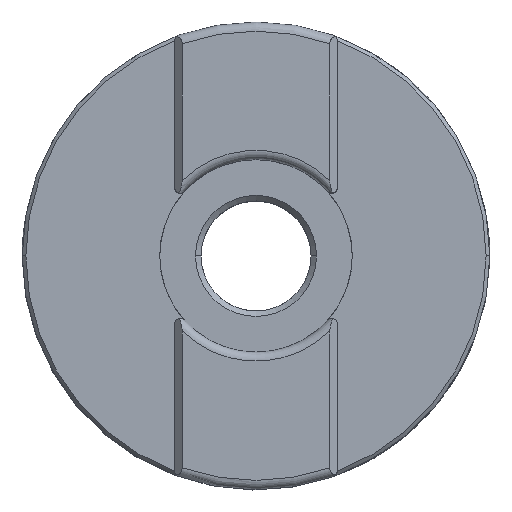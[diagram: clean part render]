
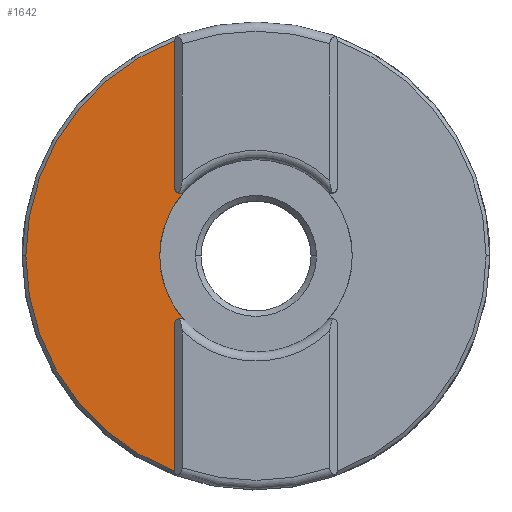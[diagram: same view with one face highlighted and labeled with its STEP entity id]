
A CAD part, top view. The second image highlights one B-rep face of the part: STEP entity #1642.
In plain terms, the highlighted planar face has unit normal (0, 0, 1).
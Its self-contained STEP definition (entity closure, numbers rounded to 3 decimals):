
#92 = DIRECTION ( 'NONE',  ( 0., 0., -1. ) ) ;
#175 = EDGE_CURVE ( 'NONE', #2371, #2264, #3328, .T. ) ;
#185 = DIRECTION ( 'NONE',  ( 1., 0., 0. ) ) ;
#241 = DIRECTION ( 'NONE',  ( 0., 1., 0. ) ) ;
#274 = CARTESIAN_POINT ( 'NONE',  ( -4.13, 3.708, 10.2 ) ) ;
#290 = CARTESIAN_POINT ( 'NONE',  ( -4.43, -3.708, 10.2 ) ) ;
#302 = EDGE_CURVE ( 'NONE', #2264, #2077, #1841, .T. ) ;
#338 = DIRECTION ( 'NONE',  ( 0., 0., -1. ) ) ;
#359 = DIRECTION ( 'NONE',  ( 0., 0., 1. ) ) ;
#372 = DIRECTION ( 'NONE',  ( 1., 0., 0. ) ) ;
#412 = DIRECTION ( 'NONE',  ( 0., 0., -1. ) ) ;
#457 = VERTEX_POINT ( 'NONE', #504 ) ;
#504 = CARTESIAN_POINT ( 'NONE',  ( -12.55, 0., 10.2 ) ) ;
#632 = CARTESIAN_POINT ( 'NONE',  ( 0., 0., 10.2 ) ) ;
#633 = CARTESIAN_POINT ( 'NONE',  ( -4.43, 11.956, 10.2 ) ) ;
#718 = AXIS2_PLACEMENT_3D ( 'NONE', #1579, #1322, #185 ) ;
#755 = AXIS2_PLACEMENT_3D ( 'NONE', #1126, #2223, #3310 ) ;
#811 = DIRECTION ( 'NONE',  ( 1., 0., 0. ) ) ;
#820 = VERTEX_POINT ( 'NONE', #1177 ) ;
#836 = CIRCLE ( 'NONE', #718, 5.25 ) ;
#847 = FACE_OUTER_BOUND ( 'NONE', #1972, .T. ) ;
#860 = EDGE_CURVE ( 'NONE', #3114, #1980, #1534, .T. ) ;
#1024 = CARTESIAN_POINT ( 'NONE',  ( 0., 0., 10.2 ) ) ;
#1126 = CARTESIAN_POINT ( 'NONE',  ( -4.13, -3.708, 10.2 ) ) ;
#1127 = AXIS2_PLACEMENT_3D ( 'NONE', #2837, #359, #372 ) ;
#1150 = VECTOR ( 'NONE', #2907, 1000. ) ;
#1177 = CARTESIAN_POINT ( 'NONE',  ( -3.907, 3.507, 10.2 ) ) ;
#1233 = CIRCLE ( 'NONE', #1524, 12.55 ) ;
#1322 = DIRECTION ( 'NONE',  ( 0., 0., -1. ) ) ;
#1403 = VERTEX_POINT ( 'NONE', #2018 ) ;
#1450 = DIRECTION ( 'NONE',  ( 1., 0., 0. ) ) ;
#1524 = AXIS2_PLACEMENT_3D ( 'NONE', #632, #92, #1450 ) ;
#1534 = LINE ( 'NONE', #2429, #1150 ) ;
#1579 = CARTESIAN_POINT ( 'NONE',  ( 0., 0., 10.2 ) ) ;
#1585 = ORIENTED_EDGE ( 'NONE', *, *, #2145, .F. ) ;
#1588 = AXIS2_PLACEMENT_3D ( 'NONE', #2559, #412, #2592 ) ;
#1642 = ADVANCED_FACE ( 'NONE', ( #847 ), #1944, .T. ) ;
#1749 = CIRCLE ( 'NONE', #2090, 12.55 ) ;
#1841 = CIRCLE ( 'NONE', #755, 0.3 ) ;
#1888 = CARTESIAN_POINT ( 'NONE',  ( -3.907, -3.507, 10.2 ) ) ;
#1924 = AXIS2_PLACEMENT_3D ( 'NONE', #274, #338, #3327 ) ;
#1944 = PLANE ( 'NONE',  #1127 ) ;
#1950 = ORIENTED_EDGE ( 'NONE', *, *, #2055, .T. ) ;
#1972 = EDGE_LOOP ( 'NONE', ( #2484, #3276, #2114, #1950, #2539, #3152, #2082, #1585 ) ) ;
#1980 = VERTEX_POINT ( 'NONE', #3305 ) ;
#2018 = CARTESIAN_POINT ( 'NONE',  ( -5.25, 0., 10.2 ) ) ;
#2055 = EDGE_CURVE ( 'NONE', #1403, #820, #836, .T. ) ;
#2077 = VERTEX_POINT ( 'NONE', #1888 ) ;
#2082 = ORIENTED_EDGE ( 'NONE', *, *, #2339, .F. ) ;
#2090 = AXIS2_PLACEMENT_3D ( 'NONE', #1024, #3481, #811 ) ;
#2114 = ORIENTED_EDGE ( 'NONE', *, *, #3167, .T. ) ;
#2145 = EDGE_CURVE ( 'NONE', #2371, #457, #1749, .T. ) ;
#2223 = DIRECTION ( 'NONE',  ( 0., 0., -1. ) ) ;
#2247 = EDGE_CURVE ( 'NONE', #820, #3114, #2545, .T. ) ;
#2264 = VERTEX_POINT ( 'NONE', #290 ) ;
#2339 = EDGE_CURVE ( 'NONE', #457, #1980, #1233, .T. ) ;
#2371 = VERTEX_POINT ( 'NONE', #3160 ) ;
#2429 = CARTESIAN_POINT ( 'NONE',  ( -4.43, 11.956, 10.2 ) ) ;
#2484 = ORIENTED_EDGE ( 'NONE', *, *, #175, .T. ) ;
#2539 = ORIENTED_EDGE ( 'NONE', *, *, #2247, .T. ) ;
#2545 = CIRCLE ( 'NONE', #1924, 0.3 ) ;
#2559 = CARTESIAN_POINT ( 'NONE',  ( 0., 0., 10.2 ) ) ;
#2592 = DIRECTION ( 'NONE',  ( 1., 0., 0. ) ) ;
#2665 = CIRCLE ( 'NONE', #1588, 5.25 ) ;
#2837 = CARTESIAN_POINT ( 'NONE',  ( 0., 0., 10.2 ) ) ;
#2907 = DIRECTION ( 'NONE',  ( 0., 1., 0. ) ) ;
#3114 = VERTEX_POINT ( 'NONE', #3388 ) ;
#3152 = ORIENTED_EDGE ( 'NONE', *, *, #860, .T. ) ;
#3160 = CARTESIAN_POINT ( 'NONE',  ( -4.43, -11.742, 10.2 ) ) ;
#3167 = EDGE_CURVE ( 'NONE', #2077, #1403, #2665, .T. ) ;
#3276 = ORIENTED_EDGE ( 'NONE', *, *, #302, .T. ) ;
#3305 = CARTESIAN_POINT ( 'NONE',  ( -4.43, 11.742, 10.2 ) ) ;
#3310 = DIRECTION ( 'NONE',  ( 1., 0., 0. ) ) ;
#3327 = DIRECTION ( 'NONE',  ( 1., 0., 0. ) ) ;
#3328 = LINE ( 'NONE', #633, #3489 ) ;
#3388 = CARTESIAN_POINT ( 'NONE',  ( -4.43, 3.708, 10.2 ) ) ;
#3481 = DIRECTION ( 'NONE',  ( 0., 0., -1. ) ) ;
#3489 = VECTOR ( 'NONE', #241, 1000. ) ;
